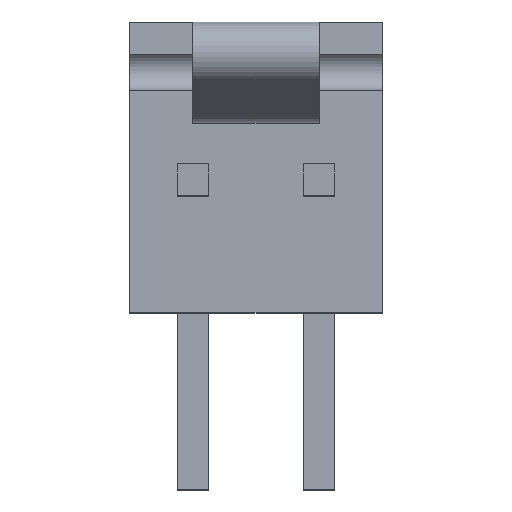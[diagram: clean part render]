
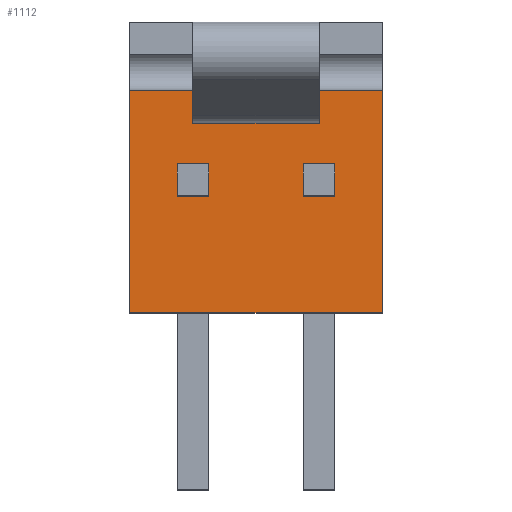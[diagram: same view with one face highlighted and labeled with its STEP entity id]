
A CAD part, top view. The second image highlights one B-rep face of the part: STEP entity #1112.
In plain terms, the highlighted planar face has unit normal (0, 0, 1).
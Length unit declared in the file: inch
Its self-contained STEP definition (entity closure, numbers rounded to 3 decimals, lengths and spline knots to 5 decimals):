
#89=DIRECTION('',(0.,-1.,0.));
#90=VECTOR('',#89,0.176);
#91=CARTESIAN_POINT('',(-0.1,0.071,0.));
#92=LINE('',#91,#90);
#253=DIRECTION('',(0.,-1.,0.));
#254=VECTOR('',#253,0.176);
#255=CARTESIAN_POINT('',(0.1,0.071,0.));
#256=LINE('',#255,#254);
#322=DIRECTION('',(1.,0.,0.));
#323=VECTOR('',#322,0.2);
#324=CARTESIAN_POINT('',(-0.1,-0.105,0.));
#325=LINE('',#324,#323);
#326=DIRECTION('',(1.,0.,0.));
#327=VECTOR('',#326,0.2);
#328=CARTESIAN_POINT('',(-0.1,0.071,0.));
#329=LINE('',#328,#327);
#330=DIRECTION('',(0.,1.,0.));
#331=VECTOR('',#330,0.025);
#332=CARTESIAN_POINT('',(0.0375,-0.0125,0.));
#333=LINE('',#332,#331);
#334=DIRECTION('',(1.,0.,0.));
#335=VECTOR('',#334,0.025);
#336=CARTESIAN_POINT('',(0.0375,-0.0125,0.));
#337=LINE('',#336,#335);
#338=DIRECTION('',(0.,1.,0.));
#339=VECTOR('',#338,0.025);
#340=CARTESIAN_POINT('',(0.0625,-0.0125,0.));
#341=LINE('',#340,#339);
#342=DIRECTION('',(1.,0.,0.));
#343=VECTOR('',#342,0.025);
#344=CARTESIAN_POINT('',(0.0375,0.0125,0.));
#345=LINE('',#344,#343);
#346=DIRECTION('',(0.,1.,0.));
#347=VECTOR('',#346,0.025);
#348=CARTESIAN_POINT('',(-0.0625,-0.0125,0.));
#349=LINE('',#348,#347);
#350=DIRECTION('',(1.,0.,0.));
#351=VECTOR('',#350,0.025);
#352=CARTESIAN_POINT('',(-0.0625,-0.0125,0.));
#353=LINE('',#352,#351);
#354=DIRECTION('',(0.,1.,0.));
#355=VECTOR('',#354,0.025);
#356=CARTESIAN_POINT('',(-0.0375,-0.0125,0.));
#357=LINE('',#356,#355);
#358=DIRECTION('',(1.,0.,0.));
#359=VECTOR('',#358,0.025);
#360=CARTESIAN_POINT('',(-0.0625,0.0125,0.));
#361=LINE('',#360,#359);
#606=CARTESIAN_POINT('',(-0.1,0.071,0.));
#607=VERTEX_POINT('',#606);
#608=CARTESIAN_POINT('',(-0.1,-0.105,0.));
#609=VERTEX_POINT('',#608);
#626=CARTESIAN_POINT('',(0.1,0.071,0.));
#627=VERTEX_POINT('',#626);
#628=CARTESIAN_POINT('',(0.1,-0.105,0.));
#629=VERTEX_POINT('',#628);
#710=CARTESIAN_POINT('',(0.0375,-0.0125,0.));
#711=CARTESIAN_POINT('',(0.0375,0.0125,0.));
#712=VERTEX_POINT('',#710);
#713=VERTEX_POINT('',#711);
#714=CARTESIAN_POINT('',(0.0625,-0.0125,0.));
#715=CARTESIAN_POINT('',(0.0625,0.0125,0.));
#716=VERTEX_POINT('',#714);
#717=VERTEX_POINT('',#715);
#758=CARTESIAN_POINT('',(-0.0625,-0.0125,0.));
#759=CARTESIAN_POINT('',(-0.0625,0.0125,0.));
#760=VERTEX_POINT('',#758);
#761=VERTEX_POINT('',#759);
#762=CARTESIAN_POINT('',(-0.0375,-0.0125,0.));
#763=CARTESIAN_POINT('',(-0.0375,0.0125,0.));
#764=VERTEX_POINT('',#762);
#765=VERTEX_POINT('',#763);
#1080=CARTESIAN_POINT('',(-0.1,0.071,0.));
#1081=DIRECTION('',(0.,0.,1.));
#1082=DIRECTION('',(0.,-1.,0.));
#1083=AXIS2_PLACEMENT_3D('',#1080,#1081,#1082);
#1084=PLANE('',#1083);
#1085=ORIENTED_EDGE('',*,*,#787,.F.);
#1087=ORIENTED_EDGE('',*,*,#1086,.T.);
#1088=ORIENTED_EDGE('',*,*,#972,.T.);
#1089=ORIENTED_EDGE('',*,*,#1073,.F.);
#1090=EDGE_LOOP('',(#1085,#1087,#1088,#1089));
#1091=FACE_OUTER_BOUND('',#1090,.F.);
#1093=ORIENTED_EDGE('',*,*,#1092,.F.);
#1095=ORIENTED_EDGE('',*,*,#1094,.T.);
#1097=ORIENTED_EDGE('',*,*,#1096,.T.);
#1099=ORIENTED_EDGE('',*,*,#1098,.F.);
#1100=EDGE_LOOP('',(#1093,#1095,#1097,#1099));
#1101=FACE_BOUND('',#1100,.F.);
#1103=ORIENTED_EDGE('',*,*,#1102,.F.);
#1105=ORIENTED_EDGE('',*,*,#1104,.T.);
#1107=ORIENTED_EDGE('',*,*,#1106,.T.);
#1109=ORIENTED_EDGE('',*,*,#1108,.F.);
#1110=EDGE_LOOP('',(#1103,#1105,#1107,#1109));
#1111=FACE_BOUND('',#1110,.F.);
#1112=ADVANCED_FACE('',(#1091,#1101,#1111),#1084,.T.);
#787=EDGE_CURVE('',#607,#609,#92,.T.);
#972=EDGE_CURVE('',#627,#629,#256,.T.);
#1073=EDGE_CURVE('',#609,#629,#325,.T.);
#1086=EDGE_CURVE('',#607,#627,#329,.T.);
#1092=EDGE_CURVE('',#712,#713,#333,.T.);
#1094=EDGE_CURVE('',#712,#716,#337,.T.);
#1096=EDGE_CURVE('',#716,#717,#341,.T.);
#1098=EDGE_CURVE('',#713,#717,#345,.T.);
#1102=EDGE_CURVE('',#760,#761,#349,.T.);
#1104=EDGE_CURVE('',#760,#764,#353,.T.);
#1106=EDGE_CURVE('',#764,#765,#357,.T.);
#1108=EDGE_CURVE('',#761,#765,#361,.T.);
